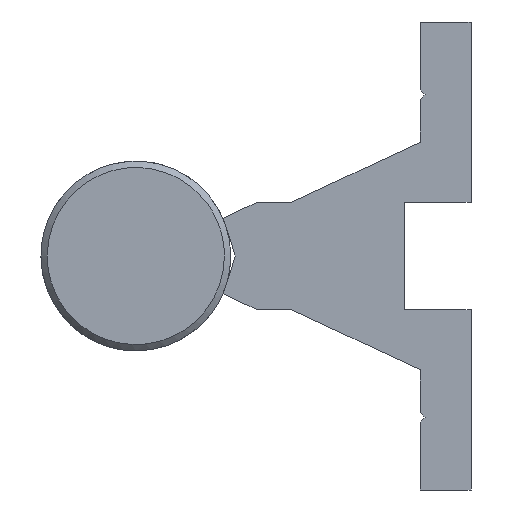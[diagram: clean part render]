
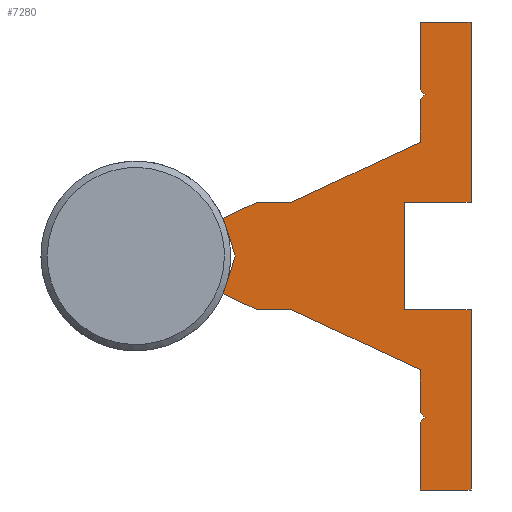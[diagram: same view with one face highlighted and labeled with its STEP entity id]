
A CAD part, left-side view. The second image highlights one B-rep face of the part: STEP entity #7280.
In plain terms, the highlighted free-form (B-spline) face has degree [1, 1] with [2, 2] control points.
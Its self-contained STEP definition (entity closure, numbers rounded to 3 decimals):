
#10 = CARTESIAN_POINT ('', (0., 8., -26.252));
#20 = VERTEX_POINT ('', #10);
#30 = CARTESIAN_POINT ('', (0., 7.248, -25.5));
#40 = VERTEX_POINT ('', #30);
#50 = CARTESIAN_POINT ('', (0., 8., -26.252));
#60 = CARTESIAN_POINT ('', (0., 7.248, -25.5));
#70 = B_SPLINE_CURVE_WITH_KNOTS ('', 1, (#50, #60), .UNSPECIFIED., .F., .U., (2, 2), (0., 1.), .UNSPECIFIED.);
#80 = EDGE_CURVE ('', #20, #40, #70, .T.);
#390 = CARTESIAN_POINT ('', (0., 8., -24.748));
#400 = VERTEX_POINT ('', #390);
#410 = CARTESIAN_POINT ('', (0., 7.248, -25.5));
#420 = CARTESIAN_POINT ('', (0., 8., -24.748));
#430 = B_SPLINE_CURVE_WITH_KNOTS ('', 1, (#410, #420), .UNSPECIFIED., .F., .U., (2, 2), (0., 1.), .UNSPECIFIED.);
#440 = EDGE_CURVE ('', #40, #400, #430, .T.);
#690 = CARTESIAN_POINT ('', (0., 8., -18.));
#700 = VERTEX_POINT ('', #690);
#710 = CARTESIAN_POINT ('', (0., 8., -24.748));
#720 = CARTESIAN_POINT ('', (0., 8., -18.));
#730 = B_SPLINE_CURVE_WITH_KNOTS ('', 1, (#710, #720), .UNSPECIFIED., .F., .U., (2, 2), (0., 1.), .UNSPECIFIED.);
#740 = EDGE_CURVE ('', #400, #700, #730, .T.);
#970 = CARTESIAN_POINT ('', (0., 28.373, -8.5));
#980 = VERTEX_POINT ('', #970);
#990 = CARTESIAN_POINT ('', (0., 8., -18.));
#1000 = CARTESIAN_POINT ('', (0., 28.373, -8.5));
#1010 = B_SPLINE_CURVE_WITH_KNOTS ('', 1, (#990, #1000), .UNSPECIFIED., .F., .U., (2, 2), (0., 1.), .UNSPECIFIED.);
#1020 = EDGE_CURVE ('', #700, #980, #1010, .T.);
#1270 = CARTESIAN_POINT ('', (0., 33.813, -8.5));
#1280 = VERTEX_POINT ('', #1270);
#1290 = CARTESIAN_POINT ('', (0., 28.373, -8.5));
#1300 = CARTESIAN_POINT ('', (0., 33.813, -8.5));
#1310 = B_SPLINE_CURVE_WITH_KNOTS ('', 1, (#1290, #1300), .UNSPECIFIED., .F., .U., (2, 2), (0., 1.), .UNSPECIFIED.);
#1320 = EDGE_CURVE ('', #980, #1280, #1310, .T.);
#1550 = CARTESIAN_POINT ('', (0., 39.174, -6.));
#1560 = VERTEX_POINT ('', #1550);
#1570 = CARTESIAN_POINT ('', (0., 33.813, -8.5));
#1580 = CARTESIAN_POINT ('', (0., 39.174, -6.));
#1590 = B_SPLINE_CURVE_WITH_KNOTS ('', 1, (#1570, #1580), .UNSPECIFIED., .F., .U., (2, 2), (0., 1.), .UNSPECIFIED.);
#1600 = EDGE_CURVE ('', #1280, #1560, #1590, .T.);
#1830 = CARTESIAN_POINT ('', (0., 37.283, 0.));
#1840 = VERTEX_POINT ('', #1830);
#1850 = CARTESIAN_POINT ('', (0., 39.174, -6.));
#1860 = CARTESIAN_POINT ('', (0., 37.283, 0.));
#1870 = B_SPLINE_CURVE_WITH_KNOTS ('', 1, (#1850, #1860), .UNSPECIFIED., .F., .U., (2, 2), (0., 1.), .UNSPECIFIED.);
#1880 = EDGE_CURVE ('', #1560, #1840, #1870, .T.);
#2130 = CARTESIAN_POINT ('', (0., 39.174, 6.));
#2140 = VERTEX_POINT ('', #2130);
#2150 = CARTESIAN_POINT ('', (0., 39.174, 6.));
#2160 = CARTESIAN_POINT ('', (0., 38.544, 4.));
#2170 = CARTESIAN_POINT ('', (0., 37.913, 2.));
#2180 = CARTESIAN_POINT ('', (0., 37.283, 0.));
#2190 = B_SPLINE_CURVE_WITH_KNOTS ('', 3, (#2150, #2160, #2170, #2180), .UNSPECIFIED., .F., .U., (4, 4), (0., 1.), .UNSPECIFIED.);
#2200 = EDGE_CURVE ('', #2140, #1840, #2190, .T.);
#2450 = CARTESIAN_POINT ('', (0., 33.813, 8.5));
#2460 = VERTEX_POINT ('', #2450);
#2470 = CARTESIAN_POINT ('', (0., 39.174, 6.));
#2480 = CARTESIAN_POINT ('', (0., 33.813, 8.5));
#2490 = B_SPLINE_CURVE_WITH_KNOTS ('', 1, (#2470, #2480), .UNSPECIFIED., .F., .U., (2, 2), (0., 1.), .UNSPECIFIED.);
#2500 = EDGE_CURVE ('', #2140, #2460, #2490, .T.);
#2730 = CARTESIAN_POINT ('', (0., 28.373, 8.5));
#2740 = VERTEX_POINT ('', #2730);
#2750 = CARTESIAN_POINT ('', (0., 28.373, 8.5));
#2760 = CARTESIAN_POINT ('', (0., 33.813, 8.5));
#2770 = B_SPLINE_CURVE_WITH_KNOTS ('', 1, (#2750, #2760), .UNSPECIFIED., .F., .U., (2, 2), (0., 1.), .UNSPECIFIED.);
#2780 = EDGE_CURVE ('', #2740, #2460, #2770, .T.);
#3010 = CARTESIAN_POINT ('', (0., 8., 18.));
#3020 = VERTEX_POINT ('', #3010);
#3030 = CARTESIAN_POINT ('', (0., 8., 18.));
#3040 = CARTESIAN_POINT ('', (0., 14.791, 14.833));
#3050 = CARTESIAN_POINT ('', (0., 21.582, 11.667));
#3060 = CARTESIAN_POINT ('', (0., 28.373, 8.5));
#3070 = B_SPLINE_CURVE_WITH_KNOTS ('', 3, (#3030, #3040, #3050, #3060), .UNSPECIFIED., .F., .U., (4, 4), (0., 1.), .UNSPECIFIED.);
#3080 = EDGE_CURVE ('', #3020, #2740, #3070, .T.);
#3330 = CARTESIAN_POINT ('', (0., 8., 24.748));
#3340 = VERTEX_POINT ('', #3330);
#3350 = CARTESIAN_POINT ('', (0., 8., 18.));
#3360 = CARTESIAN_POINT ('', (0., 8., 24.748));
#3370 = B_SPLINE_CURVE_WITH_KNOTS ('', 1, (#3350, #3360), .UNSPECIFIED., .F., .U., (2, 2), (0., 1.), .UNSPECIFIED.);
#3380 = EDGE_CURVE ('', #3020, #3340, #3370, .T.);
#3610 = CARTESIAN_POINT ('', (0., 7.248, 25.5));
#3620 = VERTEX_POINT ('', #3610);
#3630 = CARTESIAN_POINT ('', (0., 8., 24.748));
#3640 = CARTESIAN_POINT ('', (0., 7.248, 25.5));
#3650 = B_SPLINE_CURVE_WITH_KNOTS ('', 1, (#3630, #3640), .UNSPECIFIED., .F., .U., (2, 2), (0., 1.), .UNSPECIFIED.);
#3660 = EDGE_CURVE ('', #3340, #3620, #3650, .T.);
#3910 = CARTESIAN_POINT ('', (0., 8., 26.252));
#3920 = VERTEX_POINT ('', #3910);
#3930 = CARTESIAN_POINT ('', (0., 8., 26.252));
#3940 = CARTESIAN_POINT ('', (0., 7.749, 26.001));
#3950 = CARTESIAN_POINT ('', (0., 7.499, 25.751));
#3960 = CARTESIAN_POINT ('', (0., 7.248, 25.5));
#3970 = B_SPLINE_CURVE_WITH_KNOTS ('', 3, (#3930, #3940, #3950, #3960), .UNSPECIFIED., .F., .U., (4, 4), (0., 1.), .UNSPECIFIED.);
#3980 = EDGE_CURVE ('', #3920, #3620, #3970, .T.);
#4230 = CARTESIAN_POINT ('', (0., 8., 37.));
#4240 = VERTEX_POINT ('', #4230);
#4250 = CARTESIAN_POINT ('', (0., 8., 26.252));
#4260 = CARTESIAN_POINT ('', (0., 8., 37.));
#4270 = B_SPLINE_CURVE_WITH_KNOTS ('', 1, (#4250, #4260), .UNSPECIFIED., .F., .U., (2, 2), (0., 1.), .UNSPECIFIED.);
#4280 = EDGE_CURVE ('', #3920, #4240, #4270, .T.);
#4510 = CARTESIAN_POINT ('', (0., 0., 37.));
#4520 = VERTEX_POINT ('', #4510);
#4530 = CARTESIAN_POINT ('', (0., 8., 37.));
#4540 = CARTESIAN_POINT ('', (0., 0., 37.));
#4550 = B_SPLINE_CURVE_WITH_KNOTS ('', 1, (#4530, #4540), .UNSPECIFIED., .F., .U., (2, 2), (0., 1.), .UNSPECIFIED.);
#4560 = EDGE_CURVE ('', #4240, #4520, #4550, .T.);
#4790 = CARTESIAN_POINT ('', (0., 0., 8.5));
#4800 = VERTEX_POINT ('', #4790);
#4810 = CARTESIAN_POINT ('', (0., 0., 37.));
#4820 = CARTESIAN_POINT ('', (0., 0., 8.5));
#4830 = B_SPLINE_CURVE_WITH_KNOTS ('', 1, (#4810, #4820), .UNSPECIFIED., .F., .U., (2, 2), (0., 1.), .UNSPECIFIED.);
#4840 = EDGE_CURVE ('', #4520, #4800, #4830, .T.);
#5070 = CARTESIAN_POINT ('', (0., 10.5, 8.5));
#5080 = VERTEX_POINT ('', #5070);
#5090 = CARTESIAN_POINT ('', (0., 10.5, 8.5));
#5100 = CARTESIAN_POINT ('', (0., 0., 8.5));
#5110 = B_SPLINE_CURVE_WITH_KNOTS ('', 1, (#5090, #5100), .UNSPECIFIED., .F., .U., (2, 2), (0., 1.), .UNSPECIFIED.);
#5120 = EDGE_CURVE ('', #5080, #4800, #5110, .T.);
#5350 = CARTESIAN_POINT ('', (0., 10.5, -8.5));
#5360 = VERTEX_POINT ('', #5350);
#5370 = CARTESIAN_POINT ('', (0., 10.5, -8.5));
#5380 = CARTESIAN_POINT ('', (0., 10.5, 8.5));
#5390 = B_SPLINE_CURVE_WITH_KNOTS ('', 1, (#5370, #5380), .UNSPECIFIED., .F., .U., (2, 2), (0., 1.), .UNSPECIFIED.);
#5400 = EDGE_CURVE ('', #5360, #5080, #5390, .T.);
#5630 = CARTESIAN_POINT ('', (0., 0., -8.5));
#5640 = VERTEX_POINT ('', #5630);
#5650 = CARTESIAN_POINT ('', (0., 10.5, -8.5));
#5660 = CARTESIAN_POINT ('', (0., 0., -8.5));
#5670 = B_SPLINE_CURVE_WITH_KNOTS ('', 1, (#5650, #5660), .UNSPECIFIED., .F., .U., (2, 2), (0., 1.), .UNSPECIFIED.);
#5680 = EDGE_CURVE ('', #5360, #5640, #5670, .T.);
#5910 = CARTESIAN_POINT ('', (0., 0., -37.));
#5920 = VERTEX_POINT ('', #5910);
#5930 = CARTESIAN_POINT ('', (0., 0., -8.5));
#5940 = CARTESIAN_POINT ('', (0., 0., -37.));
#5950 = B_SPLINE_CURVE_WITH_KNOTS ('', 1, (#5930, #5940), .UNSPECIFIED., .F., .U., (2, 2), (0., 1.), .UNSPECIFIED.);
#5960 = EDGE_CURVE ('', #5640, #5920, #5950, .T.);
#6190 = CARTESIAN_POINT ('', (0., 8., -37.));
#6200 = VERTEX_POINT ('', #6190);
#6210 = CARTESIAN_POINT ('', (0., 0., -37.));
#6220 = CARTESIAN_POINT ('', (0., 8., -37.));
#6230 = B_SPLINE_CURVE_WITH_KNOTS ('', 1, (#6210, #6220), .UNSPECIFIED., .F., .U., (2, 2), (0., 1.), .UNSPECIFIED.);
#6240 = EDGE_CURVE ('', #5920, #6200, #6230, .T.);
#6470 = CARTESIAN_POINT ('', (0., 8., -37.));
#6480 = CARTESIAN_POINT ('', (0., 8., -26.252));
#6490 = B_SPLINE_CURVE_WITH_KNOTS ('', 1, (#6470, #6480), .UNSPECIFIED., .F., .U., (2, 2), (0., 1.), .UNSPECIFIED.);
#6500 = EDGE_CURVE ('', #6200, #20, #6490, .T.);
#6980 = ORIENTED_EDGE ('', *, *, #5400, .T.);
#6990 = ORIENTED_EDGE ('', *, *, #5120, .T.);
#7000 = ORIENTED_EDGE ('', *, *, #4840, .F.);
#7010 = ORIENTED_EDGE ('', *, *, #4560, .F.);
#7020 = ORIENTED_EDGE ('', *, *, #4280, .F.);
#7030 = ORIENTED_EDGE ('', *, *, #3980, .T.);
#7040 = ORIENTED_EDGE ('', *, *, #3660, .F.);
#7050 = ORIENTED_EDGE ('', *, *, #3380, .F.);
#7060 = ORIENTED_EDGE ('', *, *, #3080, .T.);
#7070 = ORIENTED_EDGE ('', *, *, #2780, .T.);
#7080 = ORIENTED_EDGE ('', *, *, #2500, .F.);
#7090 = ORIENTED_EDGE ('', *, *, #2200, .T.);
#7100 = ORIENTED_EDGE ('', *, *, #1880, .F.);
#7110 = ORIENTED_EDGE ('', *, *, #1600, .F.);
#7120 = ORIENTED_EDGE ('', *, *, #1320, .F.);
#7130 = ORIENTED_EDGE ('', *, *, #1020, .F.);
#7140 = ORIENTED_EDGE ('', *, *, #740, .F.);
#7150 = ORIENTED_EDGE ('', *, *, #440, .F.);
#7160 = ORIENTED_EDGE ('', *, *, #80, .F.);
#7170 = ORIENTED_EDGE ('', *, *, #6500, .F.);
#7180 = ORIENTED_EDGE ('', *, *, #6240, .F.);
#7190 = ORIENTED_EDGE ('', *, *, #5960, .F.);
#7200 = ORIENTED_EDGE ('', *, *, #5680, .F.);
#7210 = EDGE_LOOP ('', (#6980, #6990, #7000, #7010, #7020, #7030, #7040, #7050, #7060, #7070, #7080, #7090, #7100, #7110, #7120, #7130, #7140, #7150, #7160, #7170, #7180, #7190, #7200));
#7220 = FACE_OUTER_BOUND ('', #7210, .T.);
#7230 = CARTESIAN_POINT ('', (0., 0., -37.));
#7240 = CARTESIAN_POINT ('', (0., 39.409, -37.));
#7250 = CARTESIAN_POINT ('', (0., 0., 37.));
#7260 = CARTESIAN_POINT ('', (0., 39.409, 37.));
#7270 = B_SPLINE_SURFACE_WITH_KNOTS ('', 1, 1, ((#7230, #7240), (#7250, #7260)), .UNSPECIFIED., .F., .F., .U., (2, 2), (2, 2), (0., 1.), (0., 1.), .UNSPECIFIED.);
#7280 = ADVANCED_FACE ('', (#7220), #7270, .T.);
